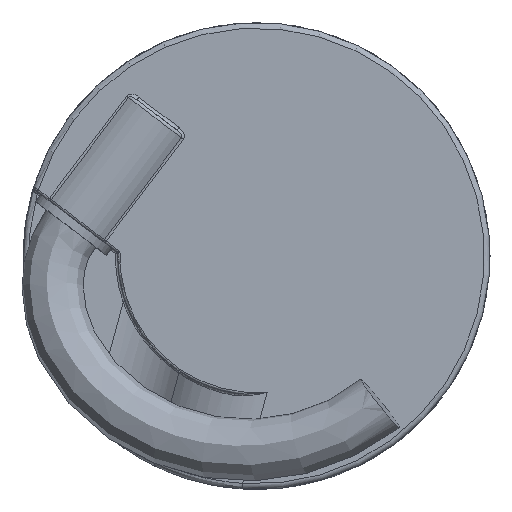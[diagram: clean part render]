
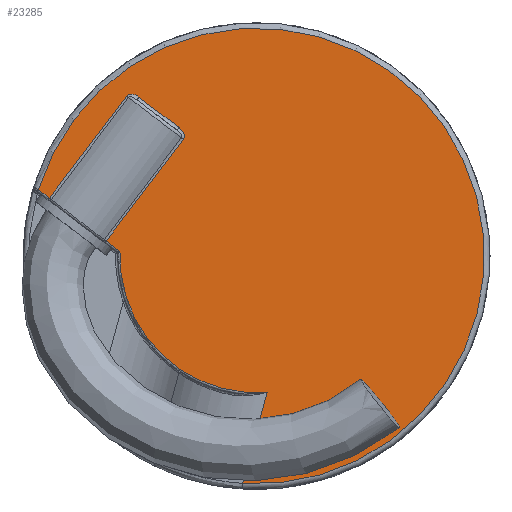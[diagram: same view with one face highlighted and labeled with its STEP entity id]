
A CAD part, left-side view. The second image highlights one B-rep face of the part: STEP entity #23285.
In plain terms, the highlighted planar face has unit normal (-1, 0, 0).
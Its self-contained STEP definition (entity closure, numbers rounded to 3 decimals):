
#138 = CARTESIAN_POINT ( 'NONE',  ( -32.603, 23.314, 5.211 ) ) ;
#157 = B_SPLINE_CURVE_WITH_KNOTS ( 'NONE', 3,
 ( #2985, #8515, #15904, #20561, #7654, #18730, #22503, #3805, #3448, #23849 ),
 .UNSPECIFIED., .F., .F.,
 ( 4, 2, 2, 2, 4 ),
 ( 0., 0., 0.001, 0.001, 0.001 ),
 .UNSPECIFIED. ) ;
#172 = EDGE_CURVE ( 'NONE', #8083, #5755, #22320, .T. ) ;
#270 = ORIENTED_EDGE ( 'NONE', *, *, #12717, .F. ) ;
#564 = VERTEX_POINT ( 'NONE', #16781 ) ;
#602 = EDGE_CURVE ( 'NONE', #9663, #18880, #20700, .T. ) ;
#615 = DIRECTION ( 'NONE',  ( 0., -0.604, 0.797 ) ) ;
#853 = CARTESIAN_POINT ( 'NONE',  ( -32.603, 15.909, 14.567 ) ) ;
#1282 = CARTESIAN_POINT ( 'NONE',  ( -32.603, 4.675, 0. ) ) ;
#2205 = CARTESIAN_POINT ( 'NONE',  ( -32.603, 23.314, 5.211 ) ) ;
#2247 = CARTESIAN_POINT ( 'NONE',  ( -32.603, 16.968, 0.405 ) ) ;
#2312 = DIRECTION ( 'NONE',  ( 0., -0.797, -0.604 ) ) ;
#2985 = CARTESIAN_POINT ( 'NONE',  ( -32.603, 11.261, 10.509 ) ) ;
#3207 = VECTOR ( 'NONE', #615, 1000. ) ;
#3448 = CARTESIAN_POINT ( 'NONE',  ( -32.603, 11.57, 11.495 ) ) ;
#3562 = CARTESIAN_POINT ( 'NONE',  ( -32.603, 18.326, 1.182 ) ) ;
#3805 = CARTESIAN_POINT ( 'NONE',  ( -32.603, 11.494, 11.427 ) ) ;
#3936 = AXIS2_PLACEMENT_3D ( 'NONE', #1282, #15788, #21533 ) ;
#3944 = ORIENTED_EDGE ( 'NONE', *, *, #172, .T. ) ;
#4553 = DIRECTION ( 'NONE',  ( 0., -0.967, 0.256 ) ) ;
#4932 = CARTESIAN_POINT ( 'NONE',  ( -32.603, 16.014, 14.569 ) ) ;
#5262 = ORIENTED_EDGE ( 'NONE', *, *, #24018, .T. ) ;
#5364 = DIRECTION ( 'NONE',  ( 0., 0.604, -0.797 ) ) ;
#5517 = VECTOR ( 'NONE', #5364, 1000. ) ;
#5614 = EDGE_CURVE ( 'NONE', #564, #10523, #11485, .T. ) ;
#5682 = CARTESIAN_POINT ( 'NONE',  ( -32.603, 1.656, 3.986 ) ) ;
#5755 = VERTEX_POINT ( 'NONE', #19093 ) ;
#5943 = EDGE_CURVE ( 'NONE', #12072, #7025, #14562, .T. ) ;
#6488 = EDGE_CURVE ( 'NONE', #15707, #18880, #12200, .T. ) ;
#6686 = CARTESIAN_POINT ( 'NONE',  ( -32.603, 4.675, 0. ) ) ;
#6945 = CARTESIAN_POINT ( 'NONE',  ( -32.603, 17.051, 0.467 ) ) ;
#7025 = VERTEX_POINT ( 'NONE', #23189 ) ;
#7260 = EDGE_CURVE ( 'NONE', #8083, #18182, #13352, .T. ) ;
#7474 = CARTESIAN_POINT ( 'NONE',  ( -32.603, 16.19, 14.618 ) ) ;
#7654 = CARTESIAN_POINT ( 'NONE',  ( -32.603, 11.205, 11.006 ) ) ;
#7943 = AXIS2_PLACEMENT_3D ( 'NONE', #6686, #23722, #18098 ) ;
#8083 = VERTEX_POINT ( 'NONE', #22021 ) ;
#8204 = ORIENTED_EDGE ( 'NONE', *, *, #12689, .T. ) ;
#8515 = CARTESIAN_POINT ( 'NONE',  ( -32.603, 11.198, 10.592 ) ) ;
#8911 = LINE ( 'NONE', #6945, #17446 ) ;
#9663 = VERTEX_POINT ( 'NONE', #14197 ) ;
#9748 = CARTESIAN_POINT ( 'NONE',  ( -32.603, 11.146, -39.687 ) ) ;
#10281 = CARTESIAN_POINT ( 'NONE',  ( -32.603, 15.609, 14.495 ) ) ;
#10330 = CARTESIAN_POINT ( 'NONE',  ( -32.603, 16.371, 14.379 ) ) ;
#10508 = CARTESIAN_POINT ( 'NONE',  ( -32.603, 15.338, 14.349 ) ) ;
#10515 = CIRCLE ( 'NONE', #3936, 20.5 ) ;
#10523 = VERTEX_POINT ( 'NONE', #138 ) ;
#11485 = LINE ( 'NONE', #2205, #15923 ) ;
#11893 = DIRECTION ( 'NONE',  ( 0., -0.261, 0.965 ) ) ;
#11924 = CARTESIAN_POINT ( 'NONE',  ( -32.603, 16.215, 14.517 ) ) ;
#12017 = CARTESIAN_POINT ( 'NONE',  ( -32.603, 3.725, -12.263 ) ) ;
#12072 = VERTEX_POINT ( 'NONE', #16982 ) ;
#12185 = CARTESIAN_POINT ( 'NONE',  ( -32.603, 15.425, 14.404 ) ) ;
#12200 = CIRCLE ( 'NONE', #7943, 12.3 ) ;
#12221 = VECTOR ( 'NONE', #11893, 1000. ) ;
#12689 = EDGE_CURVE ( 'NONE', #9663, #564, #10515, .T. ) ;
#12717 = EDGE_CURVE ( 'NONE', #12072, #5755, #157, .T. ) ;
#12980 = ORIENTED_EDGE ( 'NONE', *, *, #602, .F. ) ;
#13131 = AXIS2_PLACEMENT_3D ( 'NONE', #21183, #17405, #4553 ) ;
#13352 = B_SPLINE_CURVE_WITH_KNOTS ( 'NONE', 3,
 ( #17534, #10508, #12185, #10281, #19259, #853, #4932, #11924, #15817, #13636 ),
 .UNSPECIFIED., .F., .F.,
 ( 4, 2, 2, 2, 4 ),
 ( 0., 0., 0.001, 0.001, 0.001 ),
 .UNSPECIFIED. ) ;
#13636 = CARTESIAN_POINT ( 'NONE',  ( -32.603, 16.371, 14.379 ) ) ;
#13983 = PLANE ( 'NONE',  #13131 ) ;
#14197 = CARTESIAN_POINT ( 'NONE',  ( -32.603, 5.944, -20.461 ) ) ;
#14436 = ORIENTED_EDGE ( 'NONE', *, *, #7260, .F. ) ;
#14562 = LINE ( 'NONE', #3562, #5517 ) ;
#15707 = VERTEX_POINT ( 'NONE', #2247 ) ;
#15722 = ORIENTED_EDGE ( 'NONE', *, *, #5943, .T. ) ;
#15788 = DIRECTION ( 'NONE',  ( -1., 0., 0. ) ) ;
#15817 = CARTESIAN_POINT ( 'NONE',  ( -32.603, 16.308, 14.462 ) ) ;
#15904 = CARTESIAN_POINT ( 'NONE',  ( -32.603, 11.17, 10.699 ) ) ;
#15923 = VECTOR ( 'NONE', #2312, 1000. ) ;
#16758 = ORIENTED_EDGE ( 'NONE', *, *, #5614, .T. ) ;
#16781 = CARTESIAN_POINT ( 'NONE',  ( -32.603, 24.292, 5.952 ) ) ;
#16888 = EDGE_CURVE ( 'NONE', #10523, #18182, #22330, .T. ) ;
#16982 = CARTESIAN_POINT ( 'NONE',  ( -32.603, 11.261, 10.509 ) ) ;
#17292 = FACE_OUTER_BOUND ( 'NONE', #21291, .T. ) ;
#17405 = DIRECTION ( 'NONE',  ( -1., 0., 0. ) ) ;
#17446 = VECTOR ( 'NONE', #17881, 1000. ) ;
#17534 = CARTESIAN_POINT ( 'NONE',  ( -32.603, 15.256, 14.287 ) ) ;
#17881 = DIRECTION ( 'NONE',  ( 0., -0.797, -0.604 ) ) ;
#18098 = DIRECTION ( 'NONE',  ( 0., -0.967, 0.256 ) ) ;
#18182 = VERTEX_POINT ( 'NONE', #10330 ) ;
#18661 = DIRECTION ( 'NONE',  ( 0., -0.797, -0.604 ) ) ;
#18730 = CARTESIAN_POINT ( 'NONE',  ( -32.603, 11.297, 11.191 ) ) ;
#18880 = VERTEX_POINT ( 'NONE', #12017 ) ;
#19093 = CARTESIAN_POINT ( 'NONE',  ( -32.603, 11.652, 11.557 ) ) ;
#19259 = CARTESIAN_POINT ( 'NONE',  ( -32.603, 15.707, 14.53 ) ) ;
#19497 = ORIENTED_EDGE ( 'NONE', *, *, #6488, .T. ) ;
#20561 = CARTESIAN_POINT ( 'NONE',  ( -32.603, 11.175, 10.904 ) ) ;
#20665 = VECTOR ( 'NONE', #18661, 1000. ) ;
#20700 = LINE ( 'NONE', #9748, #12221 ) ;
#21183 = CARTESIAN_POINT ( 'NONE',  ( -32.603, 4.675, 0. ) ) ;
#21291 = EDGE_LOOP ( 'NONE', ( #12980, #8204, #16758, #23484, #14436, #3944, #270, #15722, #5262, #19497 ) ) ;
#21533 = DIRECTION ( 'NONE',  ( 0., -0.967, 0.256 ) ) ;
#22021 = CARTESIAN_POINT ( 'NONE',  ( -32.603, 15.256, 14.287 ) ) ;
#22320 = LINE ( 'NONE', #5682, #20665 ) ;
#22330 = LINE ( 'NONE', #7474, #3207 ) ;
#22503 = CARTESIAN_POINT ( 'NONE',  ( -32.603, 11.358, 11.275 ) ) ;
#23189 = CARTESIAN_POINT ( 'NONE',  ( -32.603, 18.205, 1.341 ) ) ;
#23285 = ADVANCED_FACE ( 'NONE', ( #17292 ), #13983, .T. ) ;
#23484 = ORIENTED_EDGE ( 'NONE', *, *, #16888, .T. ) ;
#23722 = DIRECTION ( 'NONE',  ( -1., 0., 0. ) ) ;
#23849 = CARTESIAN_POINT ( 'NONE',  ( -32.603, 11.652, 11.557 ) ) ;
#24018 = EDGE_CURVE ( 'NONE', #7025, #15707, #8911, .T. ) ;
